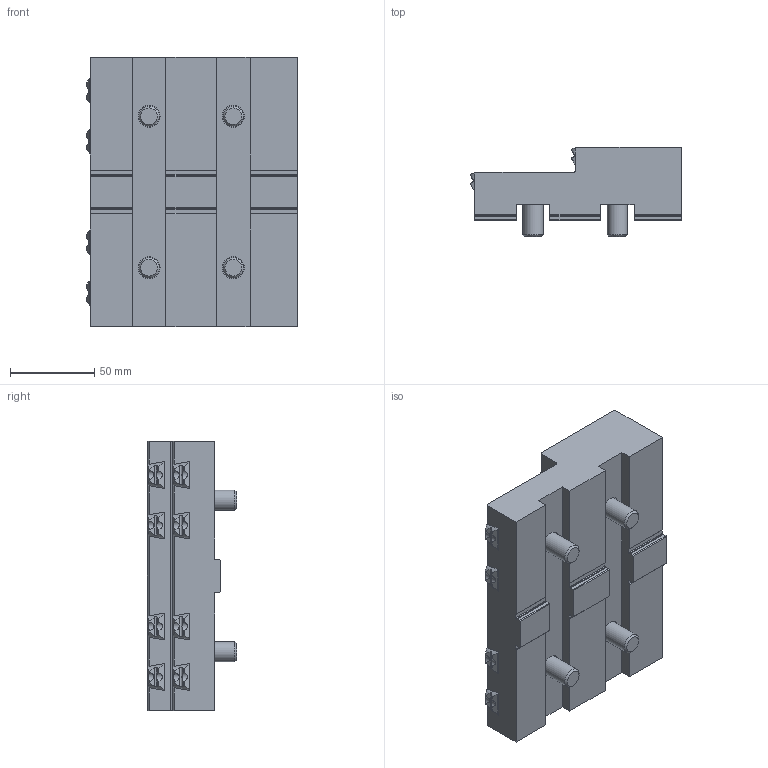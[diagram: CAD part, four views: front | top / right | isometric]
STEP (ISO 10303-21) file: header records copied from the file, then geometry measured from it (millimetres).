
FILE_DESCRIPTION((''),'2;1');
FILE_NAME('301-0160-002_Kunde.stp','2014-11-25T16:09:44',('Sigimeier'),(''),'Autodesk Inventor 2013','Autodesk Inventor 2013','');
FILE_SCHEMA(('AUTOMOTIVE_DESIGN { 1 0 10303 214 1 1 1 1 }'));
Length unit declared in the file: millimetre
Products named in the file (1): 301-0160-002-Kd
Bounding box: 125 x 53 x 160 mm (x, y, z)
Volume: 599872.5 mm3; surface area: 81515.6 mm2
Topology: 1 solids, 9 shells, 331 faces, 875 edges, 570 vertices
Faces by surface type: plane 228, cylinder 59, cone 36, torus 8
Full cylindrical faces by diameter (mm): 3.242 x8, 6.647 x4, 12 x4, 13 x4, 18 x4, 20 x4
Entity records: 10233 total; most frequent: CARTESIAN_POINT 2025, DIRECTION 1617, ORIENTED_EDGE 1598, EDGE_CURVE 799, AXIS2_PLACEMENT_3D 566, VERTEX_POINT 550, VECTOR 485, LINE 485
